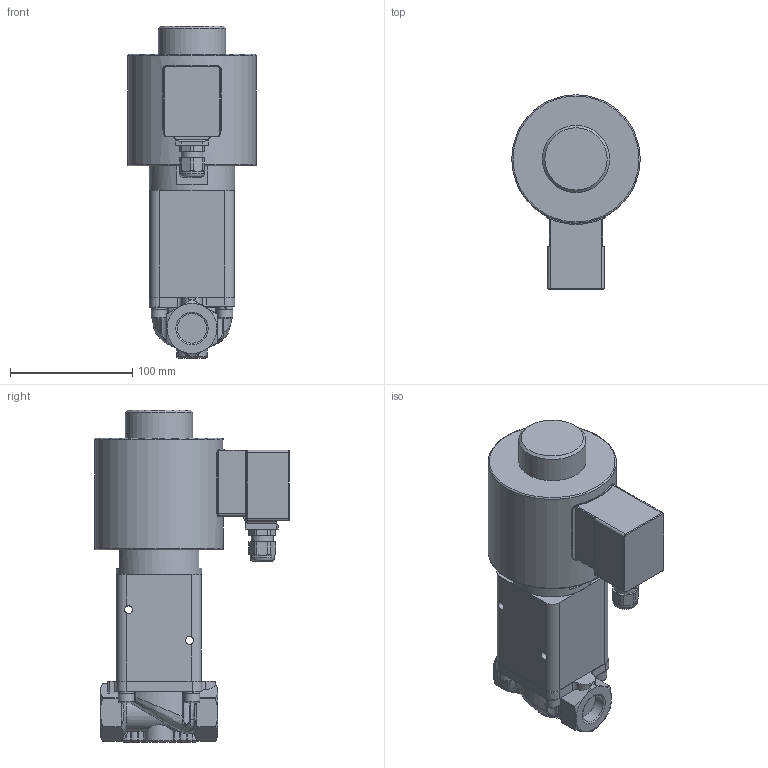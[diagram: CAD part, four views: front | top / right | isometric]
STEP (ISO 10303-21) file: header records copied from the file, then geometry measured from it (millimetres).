
FILE_DESCRIPTION(/* description */ ('3D- Modell'),/* implementation_level */ '2;1');
FILE_NAME(/* name */ '073.000934_B7324-1001-.272.stp',/* time_stamp */ '2020-01-10T07:04:33+01:00',/* author */ ('EFast'),/* organization */ (''),/* preprocessor_version */ 'ST-DEVELOPER v16.1',/* originating_system */ 'Autodesk Inventor 2016',/* authorisation */ '');
FILE_SCHEMA (('AUTOMOTIVE_DESIGN { 1 0 10303 214 3 1 1 }'));
Length unit declared in the file: millimetre
Products named in the file (1): 88-004454
Bounding box: 105.16 x 159.08 x 271.7 mm (x, y, z)
Volume: 1662839.9 mm3; surface area: 116902.3 mm2
Topology: 1 solids, 1 shells, 387 faces, 999 edges, 625 vertices
Faces by surface type: cylinder 151, plane 137, torus 39, cone 38, bspline 22
Full cylindrical faces by diameter (mm): 4.917 x2, 6.5 x2, 8 x4, 13 x4, 15 x2, 18 x1, 20 x1, 24.117 x3, 55 x1, 70 x1, 105.16 x1
Entity records: 12705 total; most frequent: CARTESIAN_POINT 3653, DIRECTION 1893, ORIENTED_EDGE 1888, EDGE_CURVE 944, AXIS2_PLACEMENT_3D 764, VERTEX_POINT 614, EDGE_LOOP 452, FACE_OUTER_BOUND 386
